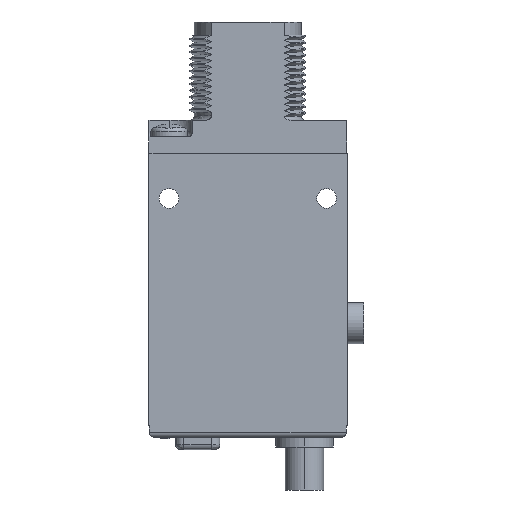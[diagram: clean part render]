
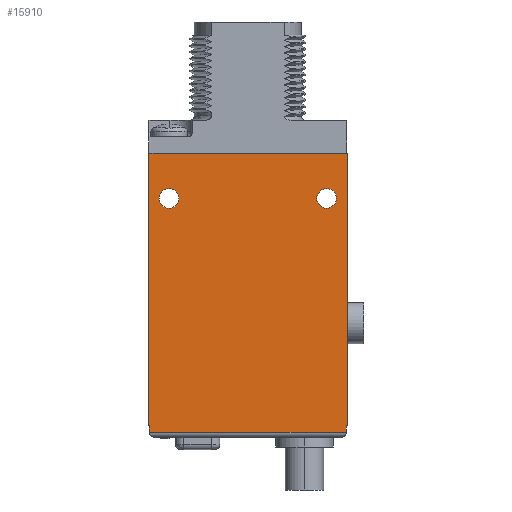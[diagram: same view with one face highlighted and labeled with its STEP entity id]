
A CAD part, left-side view. The second image highlights one B-rep face of the part: STEP entity #15910.
In plain terms, the highlighted planar face has unit normal (-1, 0, 0).
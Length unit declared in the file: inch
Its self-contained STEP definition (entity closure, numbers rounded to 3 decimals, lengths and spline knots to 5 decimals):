
#4628=DIRECTION('',(0.,-1.,0.));
#4629=VECTOR('',#4628,0.003);
#4630=CARTESIAN_POINT('',(-0.236,-0.602,0.));
#4631=LINE('',#4630,#4629);
#4632=DIRECTION('',(0.,0.,-1.));
#4633=VECTOR('',#4632,1.66);
#4634=CARTESIAN_POINT('',(-0.236,-0.605,0.));
#4635=LINE('',#4634,#4633);
#4636=DIRECTION('',(0.,1.,0.));
#4637=VECTOR('',#4636,0.005);
#4638=CARTESIAN_POINT('',(-0.236,-0.605,-1.66));
#4639=LINE('',#4638,#4637);
#4640=DIRECTION('',(0.,0.,1.));
#4641=VECTOR('',#4640,0.04);
#4642=CARTESIAN_POINT('',(-0.236,0.6,-1.7));
#4643=LINE('',#4642,#4641);
#4644=DIRECTION('',(0.,1.,0.));
#4645=VECTOR('',#4644,0.005);
#4646=CARTESIAN_POINT('',(-0.236,0.6,-1.66));
#4647=LINE('',#4646,#4645);
#4648=DIRECTION('',(0.,0.,1.));
#4649=VECTOR('',#4648,1.66);
#4650=CARTESIAN_POINT('',(-0.236,0.605,-1.66));
#4651=LINE('',#4650,#4649);
#4652=DIRECTION('',(0.,-1.,0.));
#4653=VECTOR('',#4652,0.003);
#4654=CARTESIAN_POINT('',(-0.236,0.605,0.));
#4655=LINE('',#4654,#4653);
#4656=DIRECTION('',(0.,-1.,0.));
#4657=VECTOR('',#4656,1.204);
#4658=CARTESIAN_POINT('',(-0.236,0.602,0.));
#4659=LINE('',#4658,#4657);
#4660=CARTESIAN_POINT('',(-0.236,0.48,-0.275));
#4661=DIRECTION('',(1.,0.,0.));
#4662=DIRECTION('',(0.,0.,-1.));
#4663=AXIS2_PLACEMENT_3D('',#4660,#4661,#4662);
#4665=CARTESIAN_POINT('',(-0.236,0.48,-0.275));
#4666=DIRECTION('',(1.,0.,0.));
#4667=DIRECTION('',(0.,0.,1.));
#4668=AXIS2_PLACEMENT_3D('',#4665,#4666,#4667);
#4670=CARTESIAN_POINT('',(-0.236,-0.48,-0.275));
#4671=DIRECTION('',(1.,0.,0.));
#4672=DIRECTION('',(0.,0.,-1.));
#4673=AXIS2_PLACEMENT_3D('',#4670,#4671,#4672);
#4675=CARTESIAN_POINT('',(-0.236,-0.48,-0.275));
#4676=DIRECTION('',(1.,0.,0.));
#4677=DIRECTION('',(0.,0.,1.));
#4678=AXIS2_PLACEMENT_3D('',#4675,#4676,#4677);
#4702=DIRECTION('',(0.,0.,1.));
#4703=VECTOR('',#4702,0.04);
#4704=CARTESIAN_POINT('',(-0.236,-0.6,-1.7));
#4705=LINE('',#4704,#4703);
#5120=DIRECTION('',(0.,1.,0.));
#5121=VECTOR('',#5120,1.2);
#5122=CARTESIAN_POINT('',(-0.236,-0.6,-1.7));
#5123=LINE('',#5122,#5121);
#9509=CARTESIAN_POINT('',(-0.236,-0.605,0.));
#9510=CARTESIAN_POINT('',(-0.236,-0.605,-1.66));
#9511=VERTEX_POINT('',#9509);
#9512=VERTEX_POINT('',#9510);
#9513=CARTESIAN_POINT('',(-0.236,0.605,-1.66));
#9514=CARTESIAN_POINT('',(-0.236,0.605,0.));
#9515=VERTEX_POINT('',#9513);
#9516=VERTEX_POINT('',#9514);
#9533=CARTESIAN_POINT('',(-0.236,0.48,-0.335));
#9534=CARTESIAN_POINT('',(-0.236,0.48,-0.215));
#9535=VERTEX_POINT('',#9533);
#9536=VERTEX_POINT('',#9534);
#9537=CARTESIAN_POINT('',(-0.236,-0.48,-0.335));
#9538=CARTESIAN_POINT('',(-0.236,-0.48,-0.215));
#9539=VERTEX_POINT('',#9537);
#9540=VERTEX_POINT('',#9538);
#10133=CARTESIAN_POINT('',(-0.236,-0.6,-1.7));
#10134=CARTESIAN_POINT('',(-0.236,0.6,-1.7));
#10135=VERTEX_POINT('',#10133);
#10136=VERTEX_POINT('',#10134);
#10459=CARTESIAN_POINT('',(-0.236,-0.6,-1.66));
#10461=VERTEX_POINT('',#10459);
#10463=CARTESIAN_POINT('',(-0.236,0.6,-1.66));
#10465=VERTEX_POINT('',#10463);
#11129=CARTESIAN_POINT('',(-0.236,0.602,0.));
#11130=CARTESIAN_POINT('',(-0.236,-0.602,0.));
#11131=VERTEX_POINT('',#11129);
#11132=VERTEX_POINT('',#11130);
#15874=CARTESIAN_POINT('',(-0.236,-0.605,0.));
#15875=DIRECTION('',(1.,0.,0.));
#15876=DIRECTION('',(0.,0.,-1.));
#15877=AXIS2_PLACEMENT_3D('',#15874,#15875,#15876);
#15878=PLANE('',#15877);
#15879=ORIENTED_EDGE('',*,*,#13638,.T.);
#15881=ORIENTED_EDGE('',*,*,#15880,.T.);
#15883=ORIENTED_EDGE('',*,*,#15882,.T.);
#15885=ORIENTED_EDGE('',*,*,#15884,.F.);
#15887=ORIENTED_EDGE('',*,*,#15886,.T.);
#15889=ORIENTED_EDGE('',*,*,#15888,.T.);
#15891=ORIENTED_EDGE('',*,*,#15890,.T.);
#15893=ORIENTED_EDGE('',*,*,#15892,.T.);
#15894=ORIENTED_EDGE('',*,*,#13689,.T.);
#15895=ORIENTED_EDGE('',*,*,#15866,.T.);
#15896=EDGE_LOOP('',(#15879,#15881,#15883,#15885,#15887,#15889,#15891,#15893,
#15894,#15895));
#15897=FACE_OUTER_BOUND('',#15896,.F.);
#15899=ORIENTED_EDGE('',*,*,#15898,.F.);
#15901=ORIENTED_EDGE('',*,*,#15900,.F.);
#15902=EDGE_LOOP('',(#15899,#15901));
#15903=FACE_BOUND('',#15902,.F.);
#15905=ORIENTED_EDGE('',*,*,#15904,.F.);
#15907=ORIENTED_EDGE('',*,*,#15906,.F.);
#15908=EDGE_LOOP('',(#15905,#15907));
#15909=FACE_BOUND('',#15908,.F.);
#15910=ADVANCED_FACE('',(#15897,#15903,#15909),#15878,.F.);
#4664=CIRCLE('',#4663,0.06);
#4669=CIRCLE('',#4668,0.06);
#4674=CIRCLE('',#4673,0.06);
#4679=CIRCLE('',#4678,0.06);
#13638=EDGE_CURVE('',#11132,#9511,#4631,.T.);
#13689=EDGE_CURVE('',#9516,#11131,#4655,.T.);
#15866=EDGE_CURVE('',#11131,#11132,#4659,.T.);
#15880=EDGE_CURVE('',#9511,#9512,#4635,.T.);
#15882=EDGE_CURVE('',#9512,#10461,#4639,.T.);
#15884=EDGE_CURVE('',#10135,#10461,#4705,.T.);
#15886=EDGE_CURVE('',#10135,#10136,#5123,.T.);
#15888=EDGE_CURVE('',#10136,#10465,#4643,.T.);
#15890=EDGE_CURVE('',#10465,#9515,#4647,.T.);
#15892=EDGE_CURVE('',#9515,#9516,#4651,.T.);
#15898=EDGE_CURVE('',#9535,#9536,#4664,.T.);
#15900=EDGE_CURVE('',#9536,#9535,#4669,.T.);
#15904=EDGE_CURVE('',#9539,#9540,#4674,.T.);
#15906=EDGE_CURVE('',#9540,#9539,#4679,.T.);
